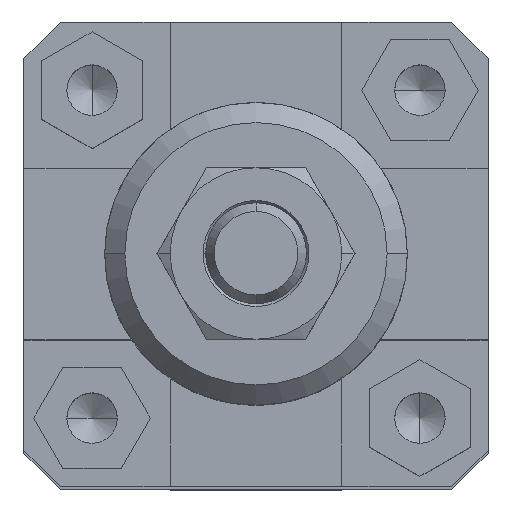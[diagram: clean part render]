
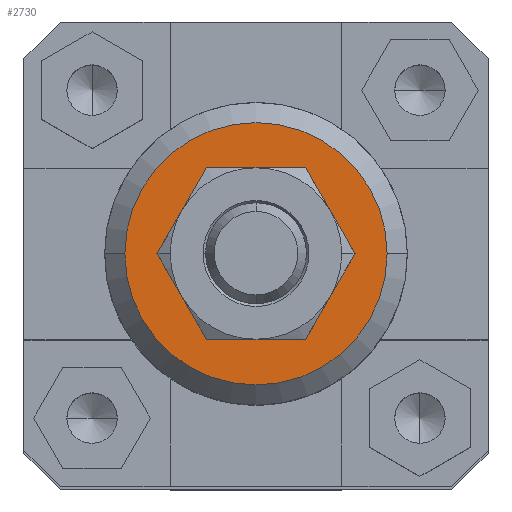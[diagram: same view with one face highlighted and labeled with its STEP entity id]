
A CAD part, top view. The second image highlights one B-rep face of the part: STEP entity #2730.
In plain terms, the highlighted planar face has unit normal (0, 0, 1).
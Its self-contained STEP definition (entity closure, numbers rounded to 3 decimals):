
#1292=CARTESIAN_POINT('',(-6.,0.,125.5));
#1293=VERTEX_POINT('',#1292);
#1309=CARTESIAN_POINT('',(6.,0.,125.5));
#1310=VERTEX_POINT('',#1309);
#1317=CARTESIAN_POINT('',(0.0,0.0,125.5));
#1318=DIRECTION('',(0.0,0.0,-1.0));
#1319=DIRECTION('',(-1.0,0.0,0.0));
#1320=AXIS2_PLACEMENT_3D('',#1317,#1318,#1319);
#1321=CIRCLE('',#1320,6.);
#1322=EDGE_CURVE('',#1293,#1310,#1321,.T.);
#2398=CARTESIAN_POINT('',(-13.0,0.,125.5));
#2399=VERTEX_POINT('',#2398);
#2406=CARTESIAN_POINT('',(13.0,0.,125.5));
#2407=VERTEX_POINT('',#2406);
#2408=CARTESIAN_POINT('',(0.0,0.0,125.5));
#2409=DIRECTION('',(0.0,0.0,-1.0));
#2410=DIRECTION('',(-1.0,0.0,0.0));
#2411=AXIS2_PLACEMENT_3D('',#2408,#2409,#2410);
#2412=CIRCLE('',#2411,13.0);
#2413=EDGE_CURVE('',#2399,#2407,#2412,.T.);
#2647=CARTESIAN_POINT('',(0.0,0.0,125.5));
#2648=DIRECTION('',(0.0,0.0,-1.0));
#2649=DIRECTION('',(-1.0,0.0,0.0));
#2650=AXIS2_PLACEMENT_3D('',#2647,#2648,#2649);
#2651=CIRCLE('',#2650,13.0);
#2652=EDGE_CURVE('',#2407,#2399,#2651,.T.);
#2711=CARTESIAN_POINT('',(0.0,0.0,125.5));
#2712=DIRECTION('',(0.0,0.0,-1.0));
#2713=DIRECTION('',(-1.0,0.0,0.0));
#2714=AXIS2_PLACEMENT_3D('',#2711,#2712,#2713);
#2715=PLANE('',#2714);
#2716=ORIENTED_EDGE('',*,*,#2652,.F.);
#2717=ORIENTED_EDGE('',*,*,#2413,.F.);
#2718=EDGE_LOOP('',(#2716,#2717));
#2719=FACE_OUTER_BOUND('',#2718,.T.);
#2720=CARTESIAN_POINT('',(0.0,0.0,125.5));
#2721=DIRECTION('',(0.0,0.0,-1.0));
#2722=DIRECTION('',(-1.0,0.0,0.0));
#2723=AXIS2_PLACEMENT_3D('',#2720,#2721,#2722);
#2724=CIRCLE('',#2723,6.);
#2725=EDGE_CURVE('',#1310,#1293,#2724,.T.);
#2726=ORIENTED_EDGE('',*,*,#2725,.T.);
#2727=ORIENTED_EDGE('',*,*,#1322,.T.);
#2728=EDGE_LOOP('',(#2726,#2727));
#2729=FACE_BOUND('',#2728,.T.);
#2730=ADVANCED_FACE('',(#2719,#2729),#2715,.F.);
